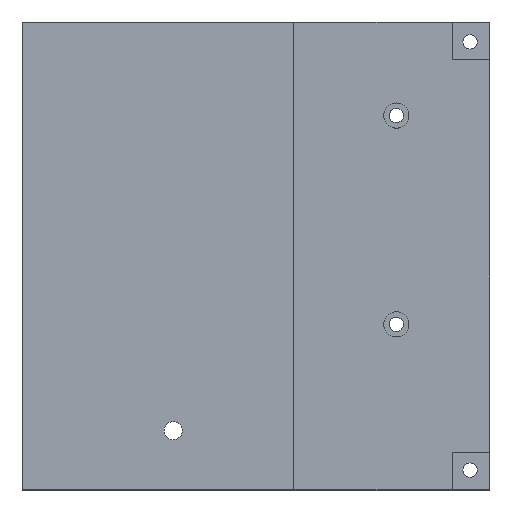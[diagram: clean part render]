
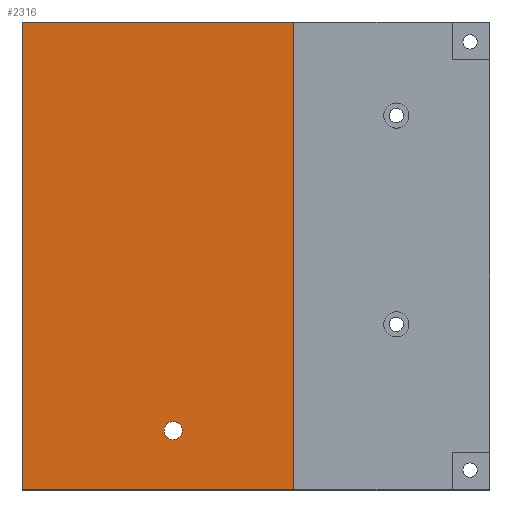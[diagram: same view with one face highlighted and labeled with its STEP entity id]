
A CAD part, top view. The second image highlights one B-rep face of the part: STEP entity #2316.
In plain terms, the highlighted planar face has unit normal (0, 0, 1).
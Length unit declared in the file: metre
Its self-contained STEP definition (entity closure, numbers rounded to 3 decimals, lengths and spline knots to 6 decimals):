
#42=CIRCLE('',#2488,0.0025);
#512=ORIENTED_EDGE('',*,*,#966,.F.);
#513=ORIENTED_EDGE('',*,*,#957,.T.);
#514=ORIENTED_EDGE('',*,*,#965,.F.);
#515=ORIENTED_EDGE('',*,*,#952,.T.);
#516=ORIENTED_EDGE('',*,*,#960,.T.);
#952=EDGE_CURVE('',#1177,#1176,#1441,.T.);
#957=EDGE_CURVE('',#1181,#1180,#1446,.T.);
#960=EDGE_CURVE('',#1176,#1181,#1449,.T.);
#965=EDGE_CURVE('',#1177,#1180,#1454,.T.);
#966=EDGE_CURVE('',#1184,#1184,#42,.T.);
#1176=VERTEX_POINT('',#3686);
#1177=VERTEX_POINT('',#3688);
#1180=VERTEX_POINT('',#3696);
#1181=VERTEX_POINT('',#3698);
#1184=VERTEX_POINT('',#3714);
#1441=LINE('',#3687,#1733);
#1446=LINE('',#3697,#1738);
#1449=LINE('',#3702,#1741);
#1454=LINE('',#3711,#1746);
#1733=VECTOR('',#3016,1.);
#1738=VECTOR('',#3023,1.);
#1741=VECTOR('',#3028,1.);
#1746=VECTOR('',#3037,1.);
#1891=EDGE_LOOP('',(#512));
#1892=EDGE_LOOP('',(#513,#514,#515,#516));
#2045=FACE_BOUND('',#1891,.T.);
#2046=FACE_BOUND('',#1892,.T.);
#2184=PLANE('',#2487);
#2316=ADVANCED_FACE('',(#2045,#2046),#2184,.T.);
#2487=AXIS2_PLACEMENT_3D('',#3712,#3038,#3039);
#2488=AXIS2_PLACEMENT_3D('',#3713,#3040,#3041);
#3016=DIRECTION('',(-1.,0.,0.));
#3023=DIRECTION('',(1.,0.,0.));
#3028=DIRECTION('',(0.,-1.,0.));
#3037=DIRECTION('',(0.,-1.,0.));
#3038=DIRECTION('',(0.,0.,1.));
#3039=DIRECTION('',(1.,0.,0.));
#3040=DIRECTION('',(0.,0.,1.));
#3041=DIRECTION('',(1.,0.,0.));
#3686=CARTESIAN_POINT('',(-0.24,0.26,-0.004));
#3687=CARTESIAN_POINT('',(-0.175,0.26,-0.004));
#3688=CARTESIAN_POINT('',(-0.1645,0.26,-0.004));
#3696=CARTESIAN_POINT('',(-0.1645,0.13,-0.004));
#3697=CARTESIAN_POINT('',(-0.175,0.13,-0.004));
#3698=CARTESIAN_POINT('',(-0.24,0.13,-0.004));
#3702=CARTESIAN_POINT('',(-0.24,0.195,-0.004));
#3711=CARTESIAN_POINT('',(-0.1645,0.2215,-0.004));
#3712=CARTESIAN_POINT('',(-0.194775,0.2515,-0.004));
#3713=CARTESIAN_POINT('',(-0.198,0.1465,-0.004));
#3714=CARTESIAN_POINT('',(-0.1955,0.1465,-0.004));
